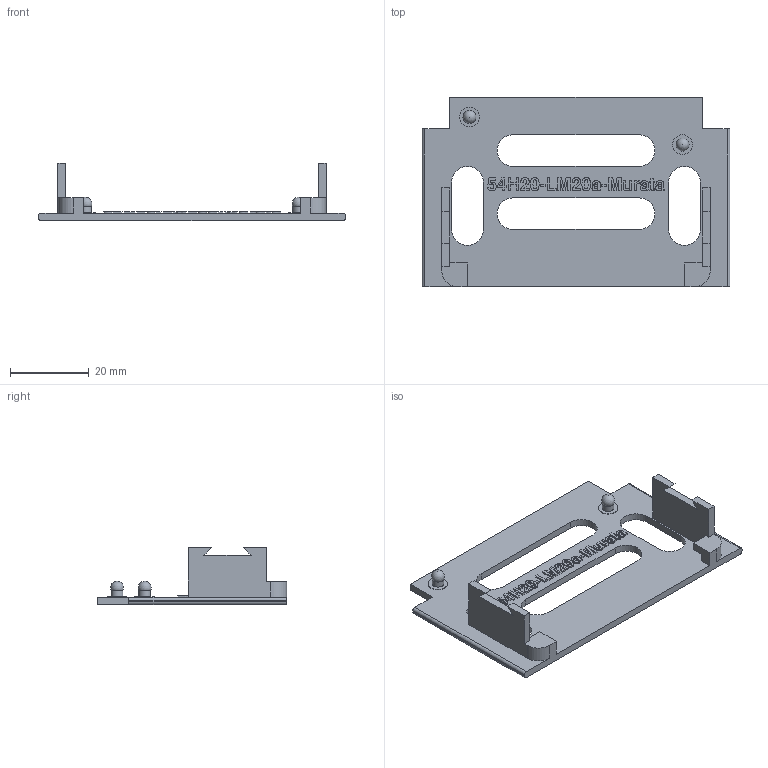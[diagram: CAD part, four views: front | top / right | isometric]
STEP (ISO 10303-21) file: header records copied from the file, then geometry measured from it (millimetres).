
FILE_DESCRIPTION(('Open CASCADE Model'),'2;1');
FILE_NAME('Open CASCADE Shape Model','2025-05-19T12:57:18',('Author'),( 'Open CASCADE'),'Open CASCADE STEP processor 7.7','Open CASCADE 7.7' ,'Unknown');
FILE_SCHEMA(('AUTOMOTIVE_DESIGN { 1 0 10303 214 1 1 1 1 }'));
Length unit declared in the file: millimetre
Products named in the file (1): Open CASCADE STEP translator 7.7 56
Bounding box: 78 x 48 x 14.5 mm (x, y, z)
Volume: 6259.7 mm3; surface area: 7815.4 mm2
Topology: 1 solids, 1 shells, 410 faces, 1144 edges, 762 vertices
Faces by surface type: plane 202, extrusion 188, cylinder 18, sphere 2
Full cylindrical faces by diameter (mm): 3 x2, 5 x2
Entity records: 28178 total; most frequent: CARTESIAN_POINT 6539, DIRECTION 3336, VECTOR 2790, LINE 2602, ORIENTED_EDGE 2284, PCURVE 2284, DEFINITIONAL_REPRESENTATION 2284, EDGE_CURVE 1142
